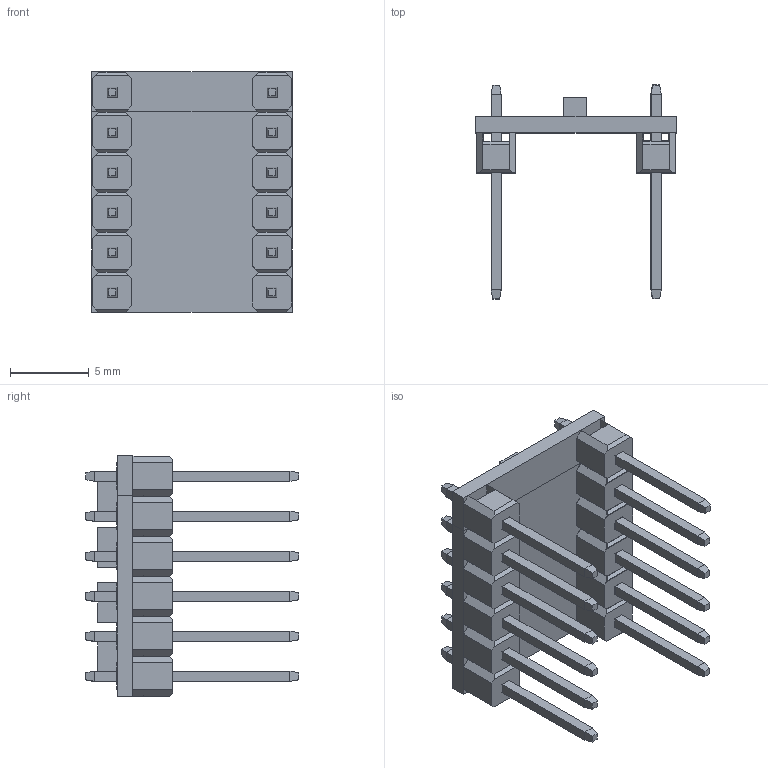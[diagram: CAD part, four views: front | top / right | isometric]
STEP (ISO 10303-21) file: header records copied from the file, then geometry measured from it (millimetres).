
FILE_DESCRIPTION(/* description */ (''),/* implementation_level */ '2;1');
FILE_NAME(/* name */ 'LEVEL SHIFTER.step',/* time_stamp */ '2020-08-24T11:52:11+02:00',/* author */ (''),/* organization */ (''),/* preprocessor_version */ 'ST-DEVELOPER v18.1',/* originating_system */ 'Autodesk Translation Framework v9.3.0.1241',/* authorisation */ '');
FILE_SCHEMA (('AUTOMOTIVE_DESIGN { 1 0 10303 214 3 1 1 }'));
Length unit declared in the file: millimetre
Products named in the file (2): Part1; 1x5 Male Pin Header
Assembly tree (2 placements, depth 2):
  Part1
    1x5 Male Pin Header  x2
Bounding box: 12.7 x 13.58 x 15.29 mm (x, y, z)
Volume: 513.1 mm3; surface area: 1719.5 mm2
Topology: 30 solids, 30 shells, 786 faces, 1987 edges, 1274 vertices
Faces by surface type: plane 745, cylinder 41
Full cylindrical faces by diameter (mm): 0.655 x1, 1.02 x20, 1.723 x20
Entity records: 17413 total; most frequent: CARTESIAN_POINT 3031, ORIENTED_EDGE 2966, DIRECTION 2749, EDGE_CURVE 1483, LINE 1401, VECTOR 1401, VERTEX_POINT 956, AXIS2_PLACEMENT_3D 674
